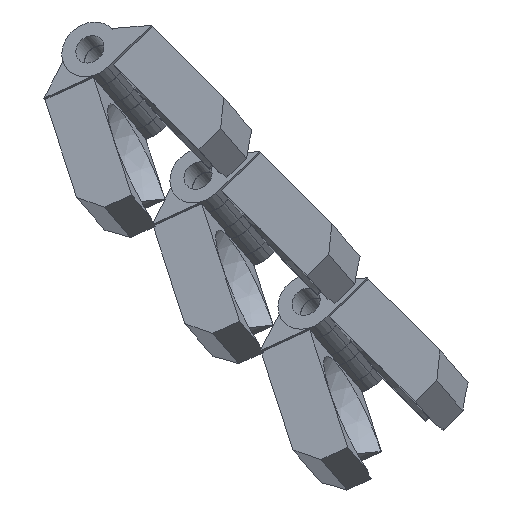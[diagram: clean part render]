
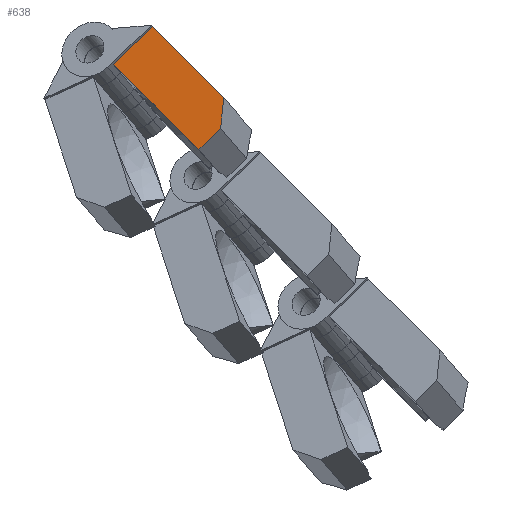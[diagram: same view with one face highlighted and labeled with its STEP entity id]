
A CAD part, isometric view. The second image highlights one B-rep face of the part: STEP entity #638.
In plain terms, the highlighted face is planar.
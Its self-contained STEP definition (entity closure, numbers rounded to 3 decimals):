
#533=CARTESIAN_POINT('',(2.,58.,1.));
#534=VERTEX_POINT('',#533);
#541=CARTESIAN_POINT('',(12.,58.,1.));
#542=VERTEX_POINT('',#541);
#543=CARTESIAN_POINT('',(12.,58.,1.));
#544=DIRECTION('',(-1.,0.,0.));
#545=VECTOR('',#544,10.);
#546=LINE('',#543,#545);
#547=EDGE_CURVE('',#542,#534,#546,.T.);
#564=CARTESIAN_POINT('',(20.,50.,1.));
#565=VERTEX_POINT('',#564);
#572=CARTESIAN_POINT('',(20.,50.,1.));
#573=DIRECTION('',(-0.707,0.707,0.));
#574=VECTOR('',#573,11.314);
#575=LINE('',#572,#574);
#576=EDGE_CURVE('',#565,#542,#575,.T.);
#596=CARTESIAN_POINT('',(20.,10.,1.));
#597=VERTEX_POINT('',#596);
#604=CARTESIAN_POINT('',(20.,10.,1.));
#605=DIRECTION('',(0.,1.,0.));
#606=VECTOR('',#605,40.);
#607=LINE('',#604,#606);
#608=EDGE_CURVE('',#597,#565,#607,.T.);
#614=CARTESIAN_POINT('',(11.,34.,1.));
#615=DIRECTION('',(-1.,0.,0.));
#616=DIRECTION('',(0.,0.,1.));
#617=AXIS2_PLACEMENT_3D('',#614,#616,#615);
#618=PLANE('',#617);
#619=ORIENTED_EDGE('',*,*,#576,.T.);
#620=ORIENTED_EDGE('',*,*,#547,.T.);
#621=CARTESIAN_POINT('',(2.,10.,1.));
#622=VERTEX_POINT('',#621);
#623=CARTESIAN_POINT('',(2.,10.,1.));
#624=DIRECTION('',(0.,1.,0.));
#625=VECTOR('',#624,48.);
#626=LINE('',#623,#625);
#627=EDGE_CURVE('',#622,#534,#626,.T.);
#628=ORIENTED_EDGE('E48',*,*,#627,.F.);
#629=CARTESIAN_POINT('',(20.,10.,1.));
#630=DIRECTION('',(-1.,0.,0.));
#631=VECTOR('',#630,18.);
#632=LINE('',#629,#631);
#633=EDGE_CURVE('',#597,#622,#632,.T.);
#634=ORIENTED_EDGE('E49',*,*,#633,.F.);
#635=ORIENTED_EDGE('E49',*,*,#608,.T.);
#636=EDGE_LOOP('',(#619,#620,#628,#634,#635));
#637=FACE_OUTER_BOUND('',#636,.F.);
#638=ADVANCED_FACE('F16',(#637),#618,.F.);
